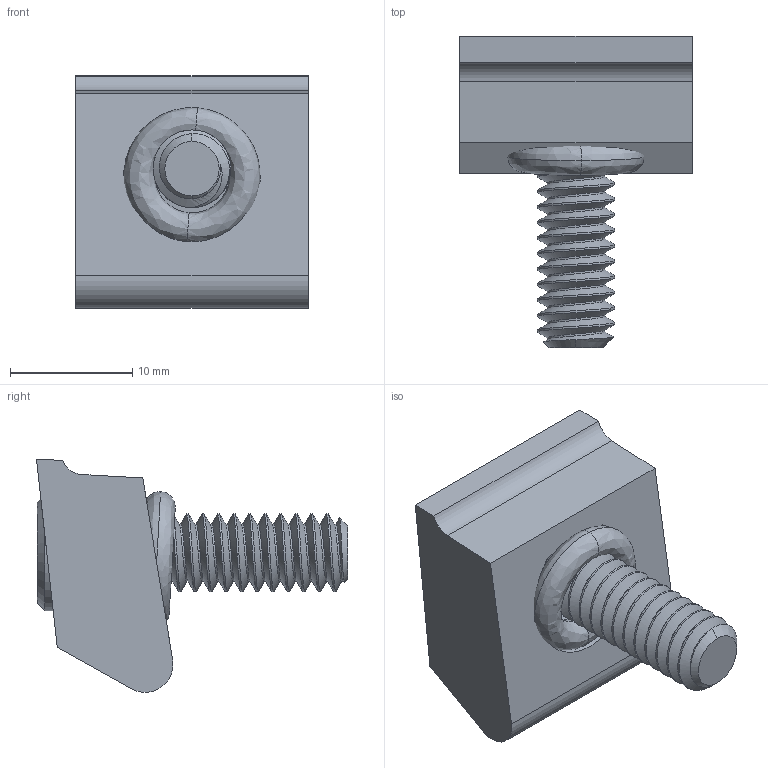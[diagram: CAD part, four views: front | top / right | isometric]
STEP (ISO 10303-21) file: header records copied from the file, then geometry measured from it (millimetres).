
FILE_DESCRIPTION (( 'STEP AP203' ), '1' );
FILE_NAME ('05-0421.STEP', '2023-06-05T16:37:54', ( '' ), ( '' ), 'SwSTEP 2.0', 'SolidWorks 2022', '' );
FILE_SCHEMA (( 'CONFIG_CONTROL_DESIGN' ));
Length unit declared in the file: inch
Products named in the file (4): 26060_DD PART for; 05-0421; 26060_DD PART for_3; 26060_DD PART for_2
Assembly tree (3 placements, depth 2):
  05-0421
    26060_DD PART for
    26060_DD PART for_3
    26060_DD PART for_2
Bounding box: 19.05 x 25.46 x 19.05 mm (x, y, z)
Volume: 3128.6 mm3; surface area: 2638.4 mm2
Topology: 3 solids, 3 shells, 115 faces, 300 edges, 193 vertices
Faces by surface type: cylinder 70, plane 23, cone 16, bspline 6
Entity records: 5491 total; most frequent: CARTESIAN_POINT 2641, ORIENTED_EDGE 600, DIRECTION 431, EDGE_CURVE 300, VERTEX_POINT 193, AXIS2_PLACEMENT_3D 157, EDGE_LOOP 121, LINE 117
